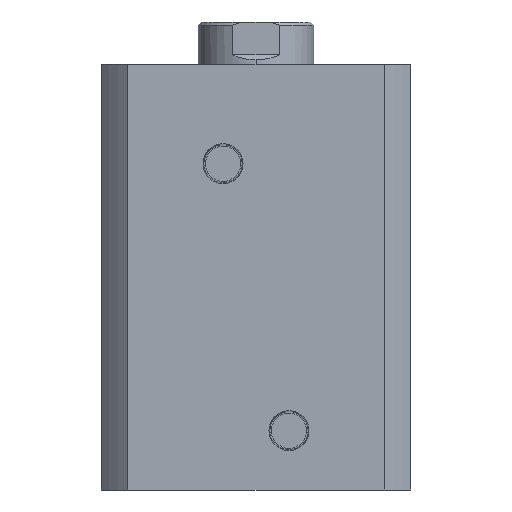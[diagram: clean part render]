
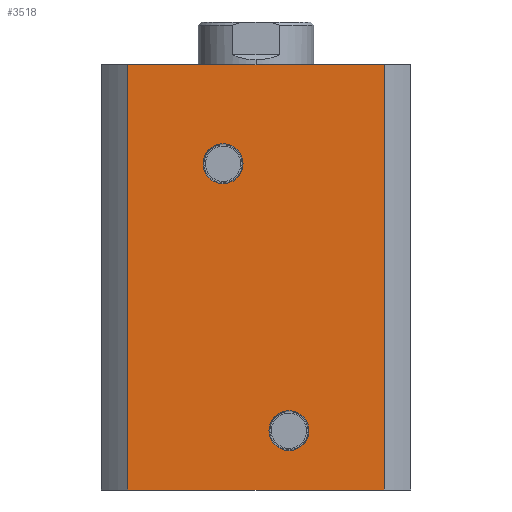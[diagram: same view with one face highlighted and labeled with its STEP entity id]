
A CAD part, left-side view. The second image highlights one B-rep face of the part: STEP entity #3518.
In plain terms, the highlighted planar face has unit normal (-1, 0, 0).
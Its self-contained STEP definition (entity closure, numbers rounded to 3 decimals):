
#34 = CARTESIAN_POINT ( 'NONE',  ( -47., 0., 129. ) ) ;
#35 = CARTESIAN_POINT ( 'NONE',  ( -47., -38.884, 129. ) ) ;
#41 = DIRECTION ( 'NONE',  ( 0., 0., -1. ) ) ;
#43 = DIRECTION ( 'NONE',  ( 0., -1., 0. ) ) ;
#133 = CARTESIAN_POINT ( 'NONE',  ( -47., -38.884, 129. ) ) ;
#155 = CARTESIAN_POINT ( 'NONE',  ( -47., 38.884, 129. ) ) ;
#176 = CARTESIAN_POINT ( 'NONE',  ( -47., 38.884, 0. ) ) ;
#184 = CARTESIAN_POINT ( 'NONE',  ( -47., -38.884, 0. ) ) ;
#256 = CARTESIAN_POINT ( 'NONE',  ( -47., 10., 105.06 ) ) ;
#320 = AXIS2_PLACEMENT_3D ( 'NONE', #3236, #3237, #3238 ) ;
#343 = AXIS2_PLACEMENT_3D ( 'NONE', #2222, #2223, #2224 ) ;
#502 = CIRCLE ( 'NONE', #2162, 6.06 ) ;
#577 = LINE ( 'NONE', #35, #581 ) ;
#578 = LINE ( 'NONE', #34, #583 ) ;
#581 = VECTOR ( 'NONE', #41, 1000. ) ;
#583 = VECTOR ( 'NONE', #43, 1000. ) ;
#780 = LINE ( 'NONE', #2198, #782 ) ;
#782 = VECTOR ( 'NONE', #2197, 1000. ) ;
#785 = CIRCLE ( 'NONE', #343, 6.06 ) ;
#837 = CIRCLE ( 'NONE', #320, 6.06 ) ;
#988 = EDGE_LOOP ( 'NONE', ( #3133, #1181 ) ) ;
#1003 = EDGE_LOOP ( 'NONE', ( #3126, #1206, #1184, #1187 ) ) ;
#1013 = EDGE_LOOP ( 'NONE', ( #1198, #1194 ) ) ;
#1181 = ORIENTED_EDGE ( 'NONE', *, *, #3622, .F. ) ;
#1184 = ORIENTED_EDGE ( 'NONE', *, *, #2998, .F. ) ;
#1187 = ORIENTED_EDGE ( 'NONE', *, *, #3616, .T. ) ;
#1194 = ORIENTED_EDGE ( 'NONE', *, *, #3677, .F. ) ;
#1198 = ORIENTED_EDGE ( 'NONE', *, *, #2924, .F. ) ;
#1206 = ORIENTED_EDGE ( 'NONE', *, *, #2997, .F. ) ;
#1352 = CARTESIAN_POINT ( 'NONE',  ( -47., -10., 18. ) ) ;
#1353 = DIRECTION ( 'NONE',  ( -1., 0., 0. ) ) ;
#1354 = DIRECTION ( 'NONE',  ( 0., 0., 1. ) ) ;
#1430 = VERTEX_POINT ( 'NONE', #176 ) ;
#1432 = VERTEX_POINT ( 'NONE', #184 ) ;
#1434 = VERTEX_POINT ( 'NONE', #133 ) ;
#1437 = VERTEX_POINT ( 'NONE', #155 ) ;
#1648 = DIRECTION ( 'NONE',  ( 0., 0., 1. ) ) ;
#1779 = LINE ( 'NONE', #2026, #1782 ) ;
#1782 = VECTOR ( 'NONE', #2041, 1000. ) ;
#1783 = CIRCLE ( 'NONE', #2173, 6.06 ) ;
#1886 = VERTEX_POINT ( 'NONE', #3409 ) ;
#1887 = VERTEX_POINT ( 'NONE', #3420 ) ;
#1900 = VERTEX_POINT ( 'NONE', #3401 ) ;
#2023 = DIRECTION ( 'NONE',  ( -1., 0., 0. ) ) ;
#2026 = CARTESIAN_POINT ( 'NONE',  ( -47., 0., 0. ) ) ;
#2035 = CARTESIAN_POINT ( 'NONE',  ( -47., 10., 99. ) ) ;
#2041 = DIRECTION ( 'NONE',  ( 0., -1., 0. ) ) ;
#2064 = AXIS2_PLACEMENT_3D ( 'NONE', #2459, #2453, #2463 ) ;
#2162 = AXIS2_PLACEMENT_3D ( 'NONE', #1352, #1353, #1354 ) ;
#2173 = AXIS2_PLACEMENT_3D ( 'NONE', #2035, #2023, #1648 ) ;
#2197 = DIRECTION ( 'NONE',  ( 0., 0., -1. ) ) ;
#2198 = CARTESIAN_POINT ( 'NONE',  ( -47., 38.884, 129. ) ) ;
#2222 = CARTESIAN_POINT ( 'NONE',  ( -47., -10., 18. ) ) ;
#2223 = DIRECTION ( 'NONE',  ( -1., 0., 0. ) ) ;
#2224 = DIRECTION ( 'NONE',  ( 0., 0., 1. ) ) ;
#2453 = DIRECTION ( 'NONE',  ( 1., 0., 0. ) ) ;
#2459 = CARTESIAN_POINT ( 'NONE',  ( -47., 0., 129. ) ) ;
#2461 = PLANE ( 'NONE',  #2064 ) ;
#2463 = DIRECTION ( 'NONE',  ( 0., 1., 0. ) ) ;
#2563 = FACE_OUTER_BOUND ( 'NONE', #1003, .T. ) ;
#2566 = FACE_BOUND ( 'NONE', #1013, .T. ) ;
#2569 = FACE_BOUND ( 'NONE', #988, .T. ) ;
#2922 = EDGE_CURVE ( 'NONE', #1430, #1432, #1779, .T. ) ;
#2924 = EDGE_CURVE ( 'NONE', #3076, #1900, #1783, .T. ) ;
#2959 = EDGE_CURVE ( 'NONE', #1886, #1887, #502, .T. ) ;
#2997 = EDGE_CURVE ( 'NONE', #1434, #1432, #577, .T. ) ;
#2998 = EDGE_CURVE ( 'NONE', #1437, #1434, #578, .T. ) ;
#3076 = VERTEX_POINT ( 'NONE', #256 ) ;
#3126 = ORIENTED_EDGE ( 'NONE', *, *, #2922, .T. ) ;
#3133 = ORIENTED_EDGE ( 'NONE', *, *, #2959, .F. ) ;
#3236 = CARTESIAN_POINT ( 'NONE',  ( -47., 10., 99. ) ) ;
#3237 = DIRECTION ( 'NONE',  ( -1., 0., 0. ) ) ;
#3238 = DIRECTION ( 'NONE',  ( 0., 0., 1. ) ) ;
#3401 = CARTESIAN_POINT ( 'NONE',  ( -47., 10., 92.94 ) ) ;
#3409 = CARTESIAN_POINT ( 'NONE',  ( -47., -10., 24.06 ) ) ;
#3420 = CARTESIAN_POINT ( 'NONE',  ( -47., -10., 11.94 ) ) ;
#3518 = ADVANCED_FACE ( 'NONE', ( #2566, #2569, #2563 ), #2461, .F. ) ;
#3616 = EDGE_CURVE ( 'NONE', #1437, #1430, #780, .T. ) ;
#3622 = EDGE_CURVE ( 'NONE', #1887, #1886, #785, .T. ) ;
#3677 = EDGE_CURVE ( 'NONE', #1900, #3076, #837, .T. ) ;
